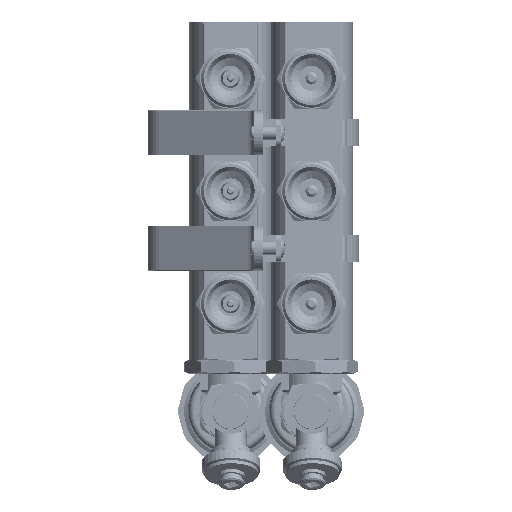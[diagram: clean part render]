
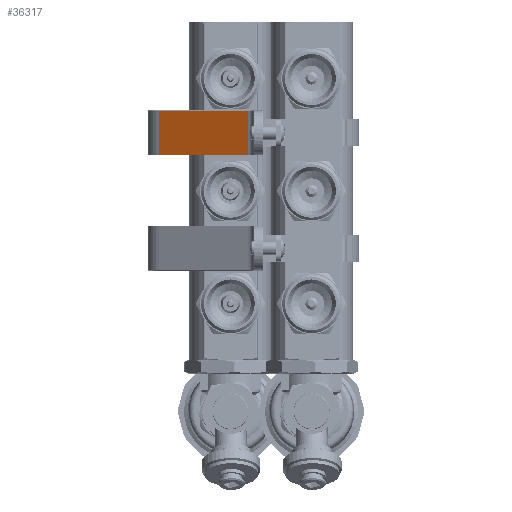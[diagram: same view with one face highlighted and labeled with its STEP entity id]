
A CAD part, front view. The second image highlights one B-rep face of the part: STEP entity #36317.
In plain terms, the highlighted face is planar.
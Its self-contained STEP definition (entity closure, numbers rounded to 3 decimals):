
#2687 = FACE_OUTER_BOUND ( 'NONE', #20251, .T. ) ;
#4577 = DIRECTION ( 'NONE',  ( -0.512, 0., 0.859 ) ) ;
#4730 = VERTEX_POINT ( 'NONE', #60184 ) ;
#5515 = VECTOR ( 'NONE', #52589, 1000. ) ;
#5864 = CARTESIAN_POINT ( 'NONE',  ( -222.181, -9.7, 4.882 ) ) ;
#8497 = EDGE_CURVE ( 'NONE', #4730, #58075, #20854, .T. ) ;
#8618 = VERTEX_POINT ( 'NONE', #5864 ) ;
#8628 = VERTEX_POINT ( 'NONE', #45771 ) ;
#10377 = LINE ( 'NONE', #41658, #49424 ) ;
#11800 = EDGE_CURVE ( 'NONE', #8628, #4730, #10377, .T. ) ;
#11824 = LINE ( 'NONE', #12226, #5515 ) ;
#12226 = CARTESIAN_POINT ( 'NONE',  ( -219.273, -9.7, 0. ) ) ;
#19998 = CARTESIAN_POINT ( 'NONE',  ( -219.273, 9.7, 0. ) ) ;
#20026 = VECTOR ( 'NONE', #35467, 1000. ) ;
#20251 = EDGE_LOOP ( 'NONE', ( #41281, #42041, #51975, #24459 ) ) ;
#20412 = EDGE_CURVE ( 'NONE', #58075, #8618, #33074, .T. ) ;
#20854 = LINE ( 'NONE', #19998, #20026 ) ;
#24402 = PLANE ( 'NONE',  #28394 ) ;
#24459 = ORIENTED_EDGE ( 'NONE', *, *, #11800, .T. ) ;
#28394 = AXIS2_PLACEMENT_3D ( 'NONE', #44693, #40107, #4577 ) ;
#30664 = DIRECTION ( 'NONE',  ( 0., -1., 0. ) ) ;
#32674 = DIRECTION ( 'NONE',  ( 0., 1., 0. ) ) ;
#33074 = LINE ( 'NONE', #61405, #43233 ) ;
#35467 = DIRECTION ( 'NONE',  ( 0.512, 0., -0.859 ) ) ;
#36317 = ADVANCED_FACE ( 'NONE', ( #2687 ), #24402, .T. ) ;
#39795 = EDGE_CURVE ( 'NONE', #8618, #8628, #11824, .T. ) ;
#40107 = DIRECTION ( 'NONE',  ( -0.859, 0., -0.512 ) ) ;
#41281 = ORIENTED_EDGE ( 'NONE', *, *, #8497, .T. ) ;
#41658 = CARTESIAN_POINT ( 'NONE',  ( -245.819, 0., 44.559 ) ) ;
#42041 = ORIENTED_EDGE ( 'NONE', *, *, #20412, .T. ) ;
#43233 = VECTOR ( 'NONE', #30664, 1000. ) ;
#44693 = CARTESIAN_POINT ( 'NONE',  ( -219.273, 0., 0. ) ) ;
#45771 = CARTESIAN_POINT ( 'NONE',  ( -245.819, -9.7, 44.559 ) ) ;
#46019 = CARTESIAN_POINT ( 'NONE',  ( -222.181, 9.7, 4.882 ) ) ;
#49424 = VECTOR ( 'NONE', #32674, 1000. ) ;
#51975 = ORIENTED_EDGE ( 'NONE', *, *, #39795, .T. ) ;
#52589 = DIRECTION ( 'NONE',  ( -0.512, 0., 0.859 ) ) ;
#58075 = VERTEX_POINT ( 'NONE', #46019 ) ;
#60184 = CARTESIAN_POINT ( 'NONE',  ( -245.819, 9.7, 44.559 ) ) ;
#61405 = CARTESIAN_POINT ( 'NONE',  ( -222.181, 0., 4.882 ) ) ;
